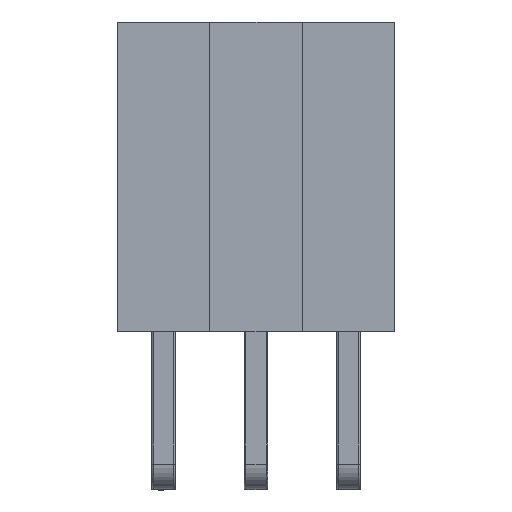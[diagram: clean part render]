
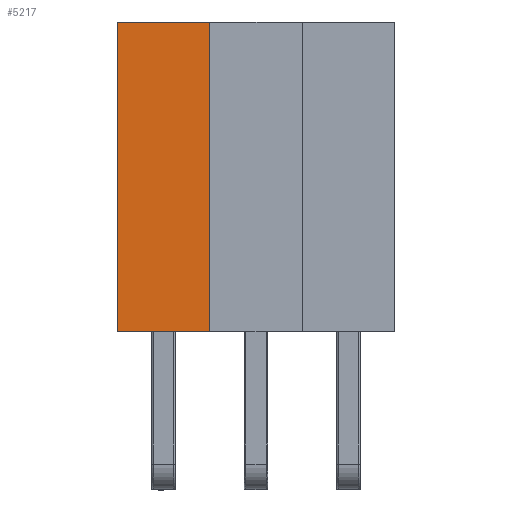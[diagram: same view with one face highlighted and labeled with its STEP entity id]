
A CAD part, top view. The second image highlights one B-rep face of the part: STEP entity #5217.
In plain terms, the highlighted planar face has unit normal (0, 0, 1).
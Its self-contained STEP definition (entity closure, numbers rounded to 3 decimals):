
#192=PLANE('',#5773);
#433=FACE_OUTER_BOUND('',#759,.T.);
#759=EDGE_LOOP('',(#3853,#3854,#3855,#3856));
#967=LINE('',#7931,#1351);
#971=LINE('',#7938,#1355);
#1102=LINE('',#8578,#1486);
#1118=LINE('',#8656,#1502);
#1351=VECTOR('',#6232,10.);
#1355=VECTOR('',#6238,10.);
#1486=VECTOR('',#6833,10.);
#1502=VECTOR('',#6947,10.);
#2033=VERTEX_POINT('',#7928);
#2034=VERTEX_POINT('',#7930);
#2036=VERTEX_POINT('',#7936);
#2185=VERTEX_POINT('',#8577);
#2469=EDGE_CURVE('',#2034,#2033,#967,.T.);
#2473=EDGE_CURVE('',#2033,#2036,#971,.T.);
#2732=EDGE_CURVE('',#2185,#2036,#1102,.T.);
#2770=EDGE_CURVE('',#2034,#2185,#1118,.T.);
#3853=ORIENTED_EDGE('',*,*,#2469,.T.);
#3854=ORIENTED_EDGE('',*,*,#2473,.T.);
#3855=ORIENTED_EDGE('',*,*,#2732,.F.);
#3856=ORIENTED_EDGE('',*,*,#2770,.F.);
#5217=ADVANCED_FACE('',(#433),#192,.T.);
#5773=AXIS2_PLACEMENT_3D('',#8655,#6945,#6946);
#6232=DIRECTION('',(1.,0.,0.));
#6238=DIRECTION('',(0.,1.,0.));
#6833=DIRECTION('',(1.,0.,0.));
#6945=DIRECTION('center_axis',(0.,0.,1.));
#6946=DIRECTION('ref_axis',(1.,0.,0.));
#6947=DIRECTION('',(0.,1.,0.));
#7928=CARTESIAN_POINT('',(1.27,4.14,2.54));
#7930=CARTESIAN_POINT('',(-1.27,4.14,2.54));
#7931=CARTESIAN_POINT('',(-1.27,4.14,2.54));
#7936=CARTESIAN_POINT('',(1.27,12.64,2.54));
#7938=CARTESIAN_POINT('',(1.27,4.14,2.54));
#8577=CARTESIAN_POINT('',(-1.27,12.64,2.54));
#8578=CARTESIAN_POINT('',(-1.27,12.64,2.54));
#8655=CARTESIAN_POINT('Origin',(-1.27,4.14,2.54));
#8656=CARTESIAN_POINT('',(-1.27,4.14,2.54));
